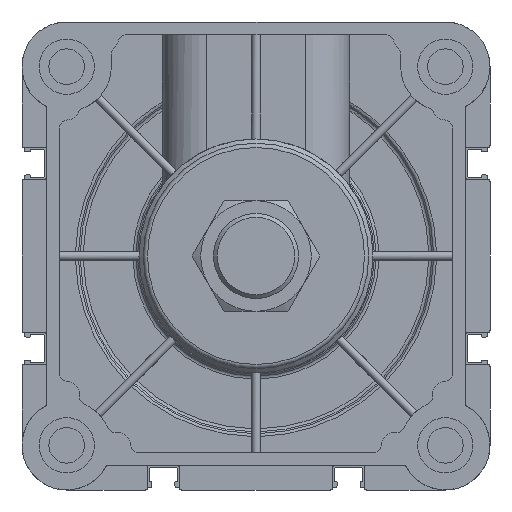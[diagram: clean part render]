
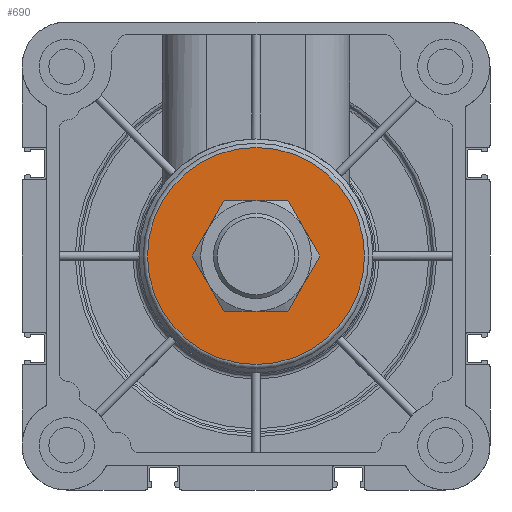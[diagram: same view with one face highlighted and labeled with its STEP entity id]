
A CAD part, left-side view. The second image highlights one B-rep face of the part: STEP entity #690.
In plain terms, the highlighted planar face has unit normal (-1, 0, 0).
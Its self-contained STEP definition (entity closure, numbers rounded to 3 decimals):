
#690 = ADVANCED_FACE( '', ( #1910, #1911 ), #1912, .F. );
#1910 = FACE_BOUND( '', #3341, .T. );
#1911 = FACE_OUTER_BOUND( '', #3342, .T. );
#1912 = PLANE( '', #3343 );
#3341 = EDGE_LOOP( '', ( #8220 ) );
#3342 = EDGE_LOOP( '', ( #8221 ) );
#3343 = AXIS2_PLACEMENT_3D( '', #8222, #8223, #8224 );
#8220 = ORIENTED_EDGE( '', *, *, #9816, .F. );
#8221 = ORIENTED_EDGE( '', *, *, #10829, .T. );
#8222 = CARTESIAN_POINT( '', ( -36., 0., 25.5 ) );
#8223 = DIRECTION( '', ( 1., 0., 0. ) );
#8224 = DIRECTION( '', ( 0., 0., -1. ) );
#9816 = EDGE_CURVE( '', #12172, #12172, #12173, .F. );
#10829 = EDGE_CURVE( '', #13801, #13801, #13802, .T. );
#12172 = VERTEX_POINT( '', #16226 );
#12173 = CIRCLE( '', #16227, 12.5 );
#13801 = VERTEX_POINT( '', #18600 );
#13802 = CIRCLE( '', #18601, 25.5 );
#16226 = CARTESIAN_POINT( '', ( -36., 0., -12.5 ) );
#16227 = AXIS2_PLACEMENT_3D( '', #19862, #19863, #19864 );
#18600 = CARTESIAN_POINT( '', ( -36., 0., 25.5 ) );
#18601 = AXIS2_PLACEMENT_3D( '', #21660, #21661, #21662 );
#19862 = CARTESIAN_POINT( '', ( -36., 0., 0. ) );
#19863 = DIRECTION( '', ( 1., 0., 0. ) );
#19864 = DIRECTION( '', ( 0., 0., -1. ) );
#21660 = CARTESIAN_POINT( '', ( -36., 0., 0. ) );
#21661 = DIRECTION( '', ( -1., 0., 0. ) );
#21662 = DIRECTION( '', ( 0., 0., 1. ) );
